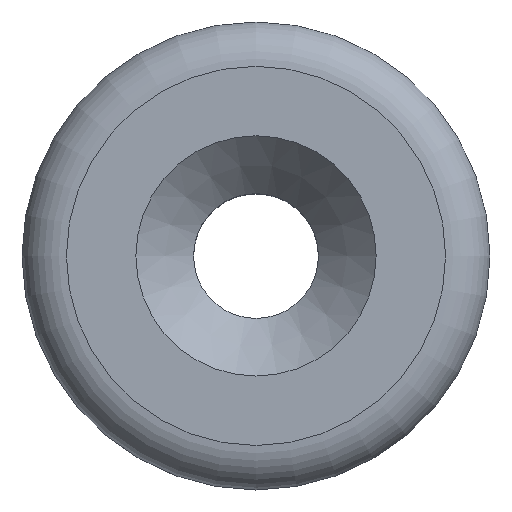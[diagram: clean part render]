
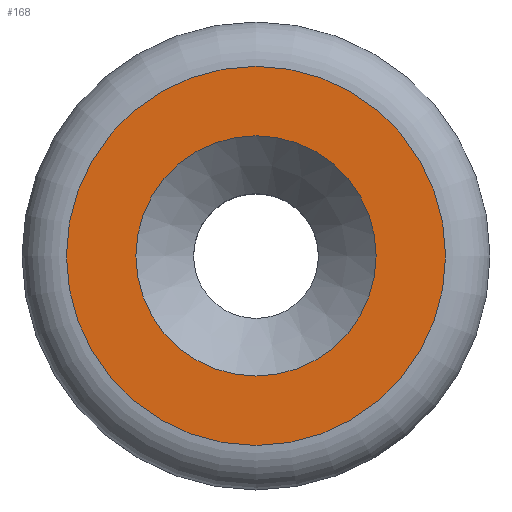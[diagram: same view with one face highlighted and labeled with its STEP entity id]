
A CAD part, top view. The second image highlights one B-rep face of the part: STEP entity #168.
In plain terms, the highlighted planar face has unit normal (0, 0, 1).
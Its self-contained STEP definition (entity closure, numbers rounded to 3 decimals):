
#36=FACE_BOUND('',#50,.T.);
#38=FACE_OUTER_BOUND('',#49,.T.);
#49=EDGE_LOOP('',(#118));
#50=EDGE_LOOP('',(#119));
#62=CIRCLE('',#194,6.077);
#63=CIRCLE('',#195,3.85);
#79=VERTEX_POINT('',#280);
#80=VERTEX_POINT('',#282);
#94=EDGE_CURVE('',#79,#79,#62,.T.);
#95=EDGE_CURVE('',#80,#80,#63,.T.);
#118=ORIENTED_EDGE('',*,*,#94,.T.);
#119=ORIENTED_EDGE('',*,*,#95,.F.);
#166=PLANE('',#193);
#168=ADVANCED_FACE('',(#38,#36),#166,.T.);
#193=AXIS2_PLACEMENT_3D('',#279,#221,#222);
#194=AXIS2_PLACEMENT_3D('',#281,#223,#224);
#195=AXIS2_PLACEMENT_3D('',#283,#225,#226);
#221=DIRECTION('center_axis',(0.,0.,1.));
#222=DIRECTION('ref_axis',(1.,0.,0.));
#223=DIRECTION('center_axis',(0.,0.,1.));
#224=DIRECTION('ref_axis',(1.,0.,0.));
#225=DIRECTION('center_axis',(0.,0.,1.));
#226=DIRECTION('ref_axis',(1.,0.,0.));
#279=CARTESIAN_POINT('Origin',(3.85,0.,5.579));
#280=CARTESIAN_POINT('',(-6.077,0.,5.579));
#281=CARTESIAN_POINT('Origin',(0.,0.,5.579));
#282=CARTESIAN_POINT('',(-3.85,0.,5.579));
#283=CARTESIAN_POINT('Origin',(0.,0.,5.579));
